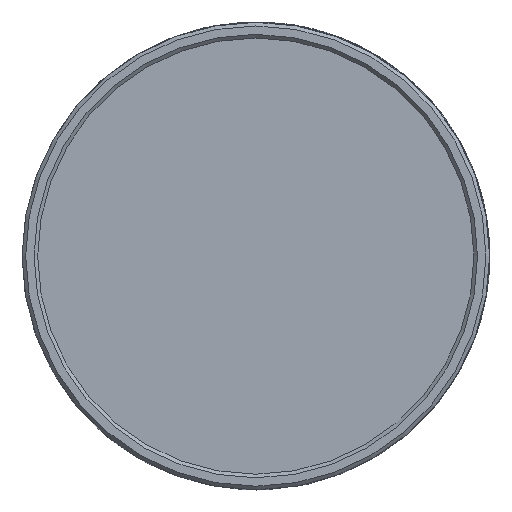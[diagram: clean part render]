
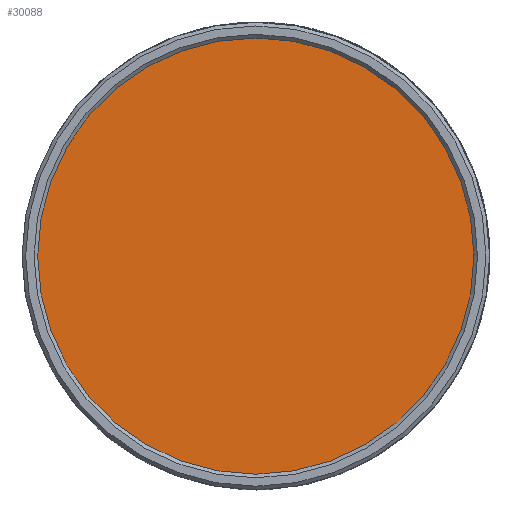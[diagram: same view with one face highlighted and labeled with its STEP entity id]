
A CAD part, top view. The second image highlights one B-rep face of the part: STEP entity #30088.
In plain terms, the highlighted planar face has unit normal (0, 0, 1).
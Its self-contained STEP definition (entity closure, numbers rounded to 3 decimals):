
#511=PLANE('',#31811);
#10085=FACE_OUTER_BOUND('',#11730,.T.);
#11730=EDGE_LOOP('',(#22651));
#13368=CIRCLE('',#31812,37.5);
#14233=VERTEX_POINT('',#43984);
#17432=EDGE_CURVE('',#14233,#14233,#13368,.T.);
#22651=ORIENTED_EDGE('',*,*,#17432,.F.);
#30088=ADVANCED_FACE('',(#10085),#511,.T.);
#31811=AXIS2_PLACEMENT_3D('',#43983,#34394,#34395);
#31812=AXIS2_PLACEMENT_3D('',#43985,#34396,#34397);
#34394=DIRECTION('center_axis',(0.,0.,1.));
#34395=DIRECTION('ref_axis',(-1.,0.,0.));
#34396=DIRECTION('center_axis',(0.,0.,-1.));
#34397=DIRECTION('ref_axis',(-1.,0.,0.));
#43983=CARTESIAN_POINT('Origin',(0.,0.,3.3));
#43984=CARTESIAN_POINT('',(37.5,0.,3.3));
#43985=CARTESIAN_POINT('Origin',(0.,0.,3.3));
